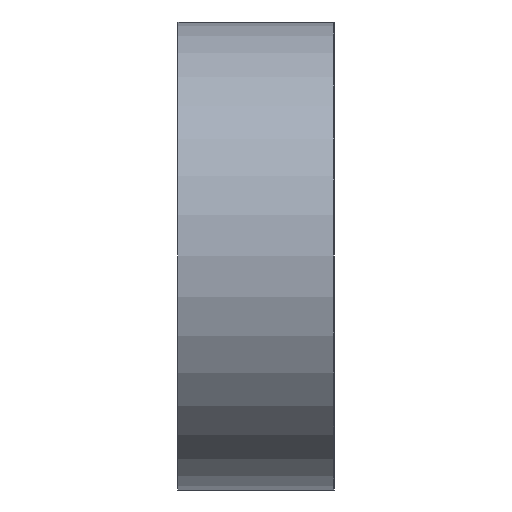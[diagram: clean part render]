
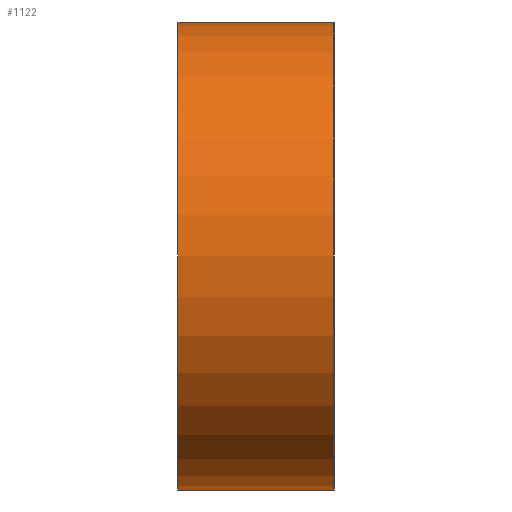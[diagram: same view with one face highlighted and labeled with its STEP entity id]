
A CAD part, left-side view. The second image highlights one B-rep face of the part: STEP entity #1122.
In plain terms, the highlighted cylindrical face has radius 4.763 mm (diameter 9.525 mm), a partial arc.
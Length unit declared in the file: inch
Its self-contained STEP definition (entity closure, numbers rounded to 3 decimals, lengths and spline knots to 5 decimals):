
#75 = ORIENTED_EDGE ( 'NONE', *, *, #254, .T. ) ;
#80 = AXIS2_PLACEMENT_3D ( 'NONE', #306, #1607, #482 ) ;
#146 = ORIENTED_EDGE ( 'NONE', *, *, #2385, .F. ) ;
#202 = FACE_OUTER_BOUND ( 'NONE', #1062, .T. ) ;
#254 = EDGE_CURVE ( 'NONE', #1645, #315, #676, .T. ) ;
#306 = CARTESIAN_POINT ( 'NONE',  ( -5.39, 0.125, 0. ) ) ;
#315 = VERTEX_POINT ( 'NONE', #884 ) ;
#320 = VECTOR ( 'NONE', #477, 39.37008 ) ;
#448 = VERTEX_POINT ( 'NONE', #965 ) ;
#477 = DIRECTION ( 'NONE',  ( 0., -1., 0. ) ) ;
#482 = DIRECTION ( 'NONE',  ( 0., 0., 1. ) ) ;
#512 = CARTESIAN_POINT ( 'NONE',  ( -5.39, 0.125, -0.1875 ) ) ;
#520 = CARTESIAN_POINT ( 'NONE',  ( -5.39, 0.125, -0.1875 ) ) ;
#628 = ORIENTED_EDGE ( 'NONE', *, *, #1790, .T. ) ;
#642 = AXIS2_PLACEMENT_3D ( 'NONE', #1491, #1467, #1476 ) ;
#650 = ORIENTED_EDGE ( 'NONE', *, *, #2146, .F. ) ;
#676 = CIRCLE ( 'NONE', #1578, 0.1875 ) ;
#753 = CARTESIAN_POINT ( 'NONE',  ( -5.39, 0., -0.1875 ) ) ;
#818 = LINE ( 'NONE', #512, #320 ) ;
#884 = CARTESIAN_POINT ( 'NONE',  ( -5.39, 0., 0.1875 ) ) ;
#898 = DIRECTION ( 'NONE',  ( 0., 0., 1. ) ) ;
#965 = CARTESIAN_POINT ( 'NONE',  ( -5.39, 0.125, 0.1875 ) ) ;
#989 = LINE ( 'NONE', #2039, #1430 ) ;
#997 = DIRECTION ( 'NONE',  ( 0., 1., 0. ) ) ;
#998 = CARTESIAN_POINT ( 'NONE',  ( -5.39, 0., 0. ) ) ;
#1062 = EDGE_LOOP ( 'NONE', ( #75, #146, #650, #628 ) ) ;
#1122 = ADVANCED_FACE ( 'NONE', ( #202 ), #1284, .T. ) ;
#1284 = CYLINDRICAL_SURFACE ( 'NONE', #642, 0.1875 ) ;
#1430 = VECTOR ( 'NONE', #1866, 39.37008 ) ;
#1461 = CIRCLE ( 'NONE', #80, 0.1875 ) ;
#1467 = DIRECTION ( 'NONE',  ( 0., -1., 0. ) ) ;
#1476 = DIRECTION ( 'NONE',  ( 0., 0., -1. ) ) ;
#1491 = CARTESIAN_POINT ( 'NONE',  ( -5.39, 0.125, 0. ) ) ;
#1578 = AXIS2_PLACEMENT_3D ( 'NONE', #998, #997, #898 ) ;
#1607 = DIRECTION ( 'NONE',  ( 0., 1., 0. ) ) ;
#1645 = VERTEX_POINT ( 'NONE', #753 ) ;
#1790 = EDGE_CURVE ( 'NONE', #2239, #1645, #818, .T. ) ;
#1866 = DIRECTION ( 'NONE',  ( 0., -1., 0. ) ) ;
#2039 = CARTESIAN_POINT ( 'NONE',  ( -5.39, 0.125, 0.1875 ) ) ;
#2146 = EDGE_CURVE ( 'NONE', #2239, #448, #1461, .T. ) ;
#2239 = VERTEX_POINT ( 'NONE', #520 ) ;
#2385 = EDGE_CURVE ( 'NONE', #448, #315, #989, .T. ) ;
